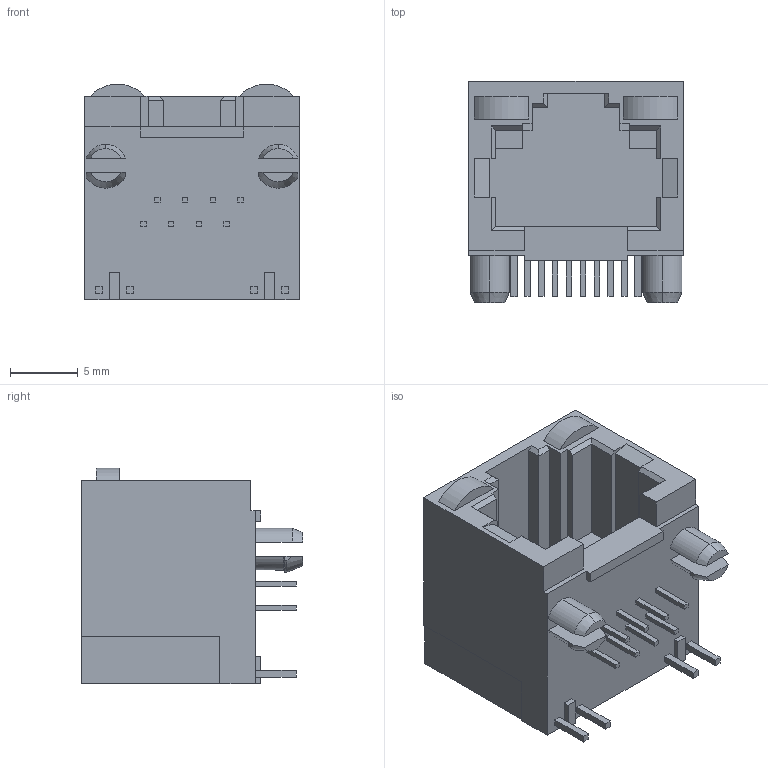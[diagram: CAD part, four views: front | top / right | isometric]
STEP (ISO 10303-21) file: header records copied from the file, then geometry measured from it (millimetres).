
FILE_DESCRIPTION (( 'STEP AP214' ), '1' );
FILE_NAME ('GWLX-N-88-Y-Y_rA6.STEP', '2013-05-01T20:18:41', ( 'Daniel' ), ( 'Microsoft' ), 'SwSTEP 2.0', 'SolidWorks 2012', '' );
FILE_SCHEMA (( 'AUTOMOTIVE_DESIGN' ));
Length unit declared in the file: millimetre
Products named in the file (1): GWLX-N-88-Y-Y_rA6
Bounding box: 15.8 x 16.31 x 15.89 mm (x, y, z)
Volume: 1919.8 mm3; surface area: 1900.3 mm2
Topology: 1 solids, 1 shells, 174 faces, 444 edges, 290 vertices
Faces by surface type: plane 154, cone 10, cylinder 10
Entity records: 5930 total; most frequent: CARTESIAN_POINT 957, ORIENTED_EDGE 888, DIRECTION 808, EDGE_CURVE 444, VECTOR 398, LINE 398, VERTEX_POINT 290, AXIS2_PLACEMENT_3D 205
